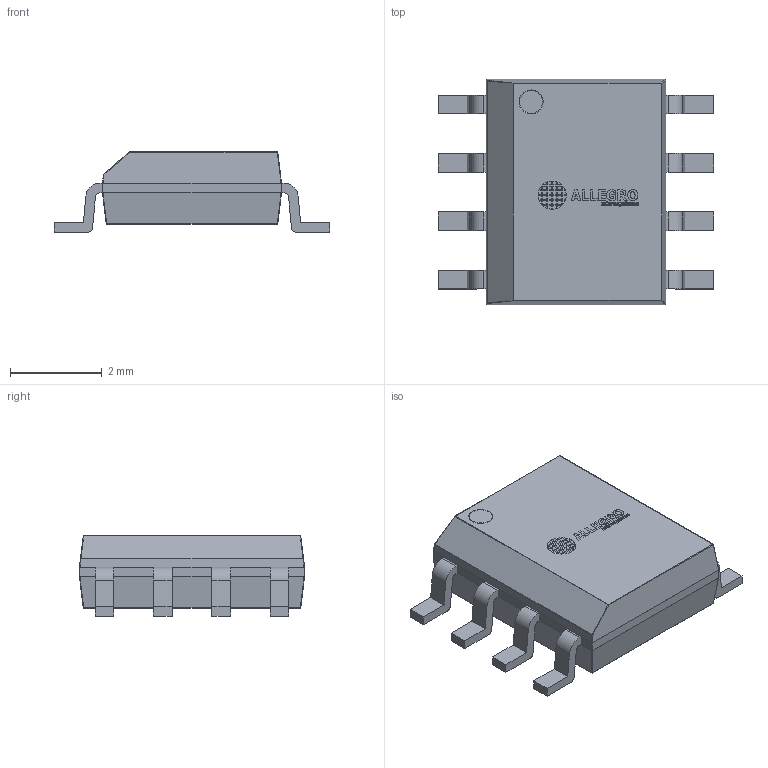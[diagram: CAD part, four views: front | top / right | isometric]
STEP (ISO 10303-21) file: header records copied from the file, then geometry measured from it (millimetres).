
FILE_DESCRIPTION(/* description */ (''),/* implementation_level */ '2;1');
FILE_NAME(/* name */ '8-SOIC.stp',/* time_stamp */ '2021-04-01T07:42:12-04:00',/* author */ ('Julio Mora'),/* organization */ (''),/* preprocessor_version */ 'ST-DEVELOPER v18.1',/* originating_system */ 'Autodesk Inventor 2021',/* authorisation */ '');
FILE_SCHEMA (('AUTOMOTIVE_DESIGN { 1 0 10303 214 3 1 1 }'));
Length unit declared in the file: inch
Products named in the file (5): 8-SOIC; Body; Leadds; Pin 1; Allegro
Assembly tree (4 placements, depth 2):
  8-SOIC
    Body
    Leadds
    Pin 1
    Allegro
Bounding box: 6 x 4.9 x 1.75 mm (x, y, z)
Volume: 29.7 mm3; surface area: 81.1 mm2
Topology: 62 solids, 62 shells, 677 faces, 1596 edges, 1044 vertices
Faces by surface type: plane 438, bspline 148, cylinder 72, sphere 18, torus 1
Full cylindrical faces by diameter (mm): 0.5 x1
Entity records: 20777 total; most frequent: CARTESIAN_POINT 5146, ORIENTED_EDGE 3192, DIRECTION 2577, EDGE_CURVE 1596, LINE 1151, VECTOR 1151, VERTEX_POINT 1044, STYLED_ITEM 739
